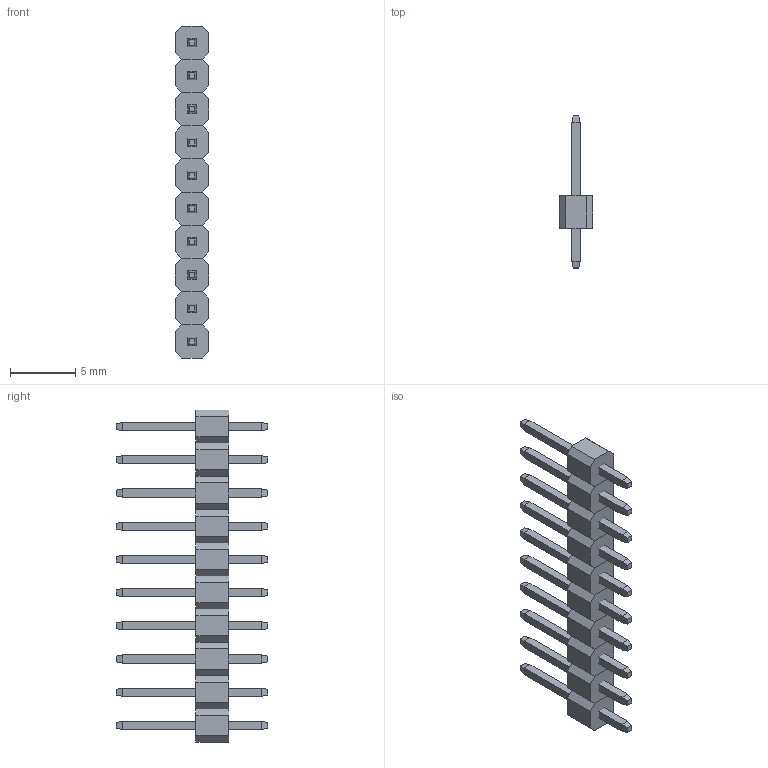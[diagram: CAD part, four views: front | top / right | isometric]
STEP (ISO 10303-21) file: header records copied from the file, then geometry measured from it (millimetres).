
FILE_DESCRIPTION (( 'STEP AP214' ), '1' );
FILE_NAME ('DS1021-1X10.STEP', '2023-01-13T10:56:15', ( '' ), ( '' ), 'SwSTEP 2.0', 'SolidWorks 2018', '' );
FILE_SCHEMA (( 'AUTOMOTIVE_DESIGN' ));
Length unit declared in the file: millimetre
Products named in the file (2): DS1021; DS1021-1X10
Assembly tree (10 placements, depth 2):
  DS1021-1X10
    DS1021  x10
Bounding box: 2.54 x 11.6 x 25.4 mm (x, y, z)
Volume: 195.2 mm3; surface area: 641 mm2
Topology: 20 solids, 20 shells, 240 faces, 520 edges, 320 vertices
Faces by surface type: plane 240
Entity records: 779 total; most frequent: DIRECTION 126, CARTESIAN_POINT 121, ORIENTED_EDGE 104, LINE 52, EDGE_CURVE 52, VECTOR 52, AXIS2_PLACEMENT_3D 37, VERTEX_POINT 32
